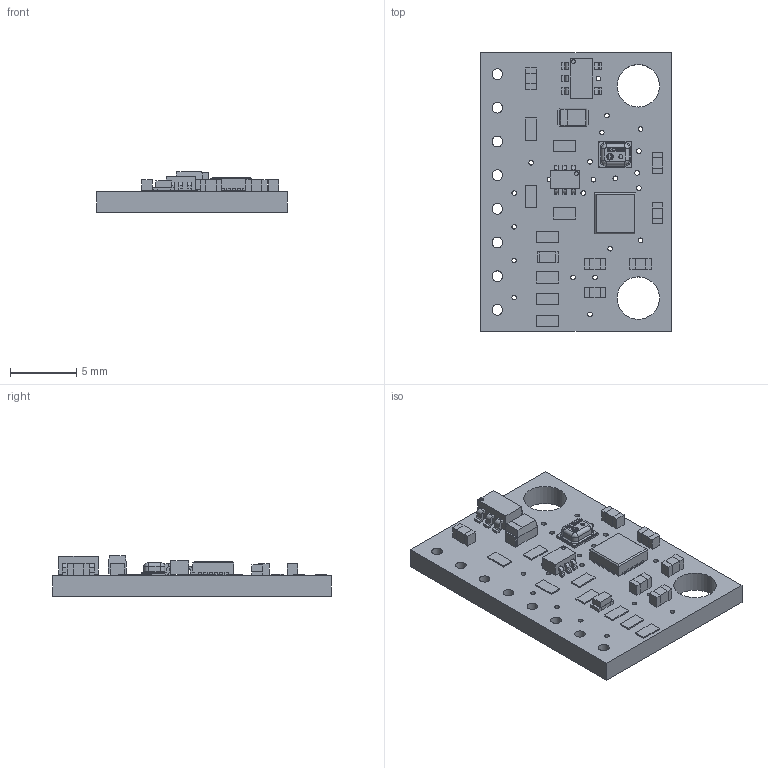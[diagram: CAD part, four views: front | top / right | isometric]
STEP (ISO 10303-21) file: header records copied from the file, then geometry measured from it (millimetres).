
FILE_DESCRIPTION(('FreeCAD Model'),'2;1');
FILE_NAME('Open CASCADE Shape Model','2023-12-29T14:50:42',(''),(''), 'Open CASCADE STEP processor 7.6','FreeCAD','Unknown');
FILE_SCHEMA(('AUTOMOTIVE_DESIGN { 1 0 10303 214 1 1 1 1 }'));
Length unit declared in the file: millimetre
Products named in the file (11): GY-91 v6; PCB Component; Board; C0603; SOT65P210X110-6; CHIP-LED0603; CAPMP2013X150; SOT95P280X145-5; R0603; QFN24(3MMX3MMX1MM); BMP280AU
Assembly tree (22 placements, depth 3):
  GY-91 v6
    PCB Component
      Board
      C0603  x6
      SOT65P210X110-6
      CHIP-LED0603
      CAPMP2013X150
      SOT95P280X145-5
      R0603  x8
      QFN24(3MMX3MMX1MM)
      BMP280AU
Bounding box: 14.4 x 21 x 3.07 mm (x, y, z)
Volume: 475.1 mm3; surface area: 976.9 mm2
Topology: 33 solids, 33 shells, 901 faces, 3622 edges, 6769 vertices
Faces by surface type: plane 679, cylinder 138, bspline 80, torus 4
Full cylindrical faces by diameter (mm): 0.2 x1, 0.3 x3, 0.35 x22, 0.414 x1, 0.504 x1, 0.8 x8, 3.2 x2
Entity records: 51004 total; most frequent: CARTESIAN_POINT 15283, DIRECTION 5069, ORIENTED_EDGE 4092, LINE 2823, VECTOR 2823, EDGE_CURVE 2046, VERTEX_POINT 1345, GEOMETRIC_CURVE_SET 1313
